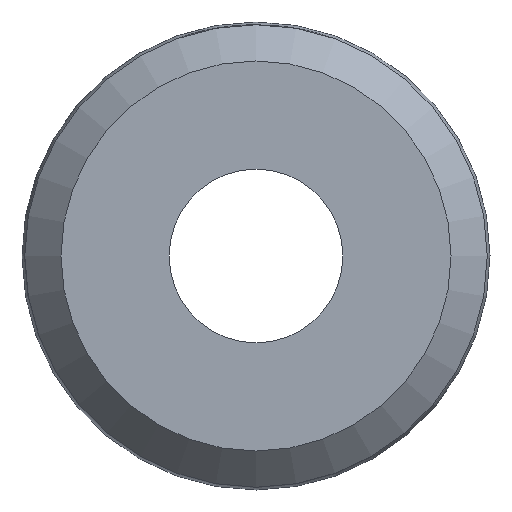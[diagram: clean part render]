
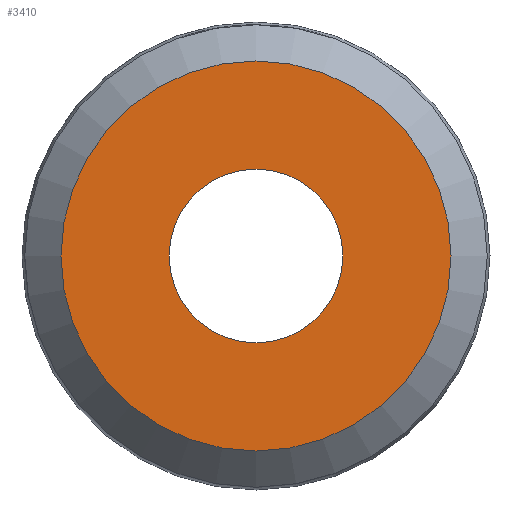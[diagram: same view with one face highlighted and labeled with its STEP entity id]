
A CAD part, left-side view. The second image highlights one B-rep face of the part: STEP entity #3410.
In plain terms, the highlighted planar face has unit normal (-1, 0, 0).
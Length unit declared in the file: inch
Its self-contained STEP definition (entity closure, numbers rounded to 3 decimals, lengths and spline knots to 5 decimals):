
#3376=CARTESIAN_POINT('',(0.0,0.21,0.));
#3377=VERTEX_POINT('',#3376);
#3378=CARTESIAN_POINT('',(0.0,0.0,0.0));
#3379=DIRECTION('',(1.0,0.0,0.0));
#3380=DIRECTION('',(0.0,-1.0,0.0));
#3381=AXIS2_PLACEMENT_3D('',#3378,#3379,#3380);
#3382=CIRCLE('',#3381,0.21);
#3383=EDGE_CURVE('',#3377,#3377,#3382,.T.);
#3391=CARTESIAN_POINT('',(0.0,0.1245,0.0));
#3392=DIRECTION('',(-1.0,0.0,0.0));
#3393=DIRECTION('',(0.0,0.0,1.0));
#3394=AXIS2_PLACEMENT_3D('',#3391,#3392,#3393);
#3395=PLANE('',#3394);
#3396=ORIENTED_EDGE('',*,*,#3383,.F.);
#3397=EDGE_LOOP('',(#3396));
#3398=FACE_OUTER_BOUND('',#3397,.T.);
#3399=CARTESIAN_POINT('',(0.0,-0.0935,0.));
#3400=VERTEX_POINT('',#3399);
#3401=CARTESIAN_POINT('',(0.0,0.0,0.0));
#3402=DIRECTION('',(1.0,0.0,0.0));
#3403=DIRECTION('',(0.0,1.0,0.0));
#3404=AXIS2_PLACEMENT_3D('',#3401,#3402,#3403);
#3405=CIRCLE('',#3404,0.0935);
#3406=EDGE_CURVE('',#3400,#3400,#3405,.T.);
#3407=ORIENTED_EDGE('',*,*,#3406,.T.);
#3408=EDGE_LOOP('',(#3407));
#3409=FACE_BOUND('',#3408,.T.);
#3410=ADVANCED_FACE('',(#3398,#3409),#3395,.T.);
